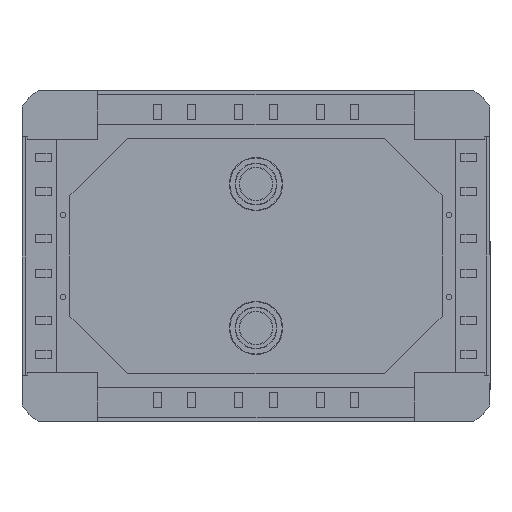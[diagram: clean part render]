
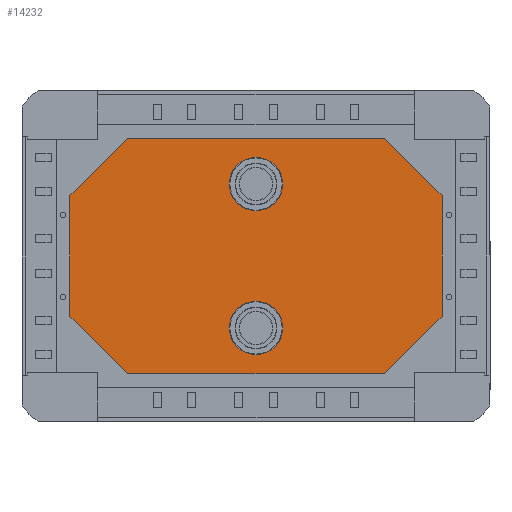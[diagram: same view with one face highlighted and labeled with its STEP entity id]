
A CAD part, front view. The second image highlights one B-rep face of the part: STEP entity #14232.
In plain terms, the highlighted planar face has unit normal (0, -1, 0).
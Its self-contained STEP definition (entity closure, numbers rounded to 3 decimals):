
#352 = VERTEX_POINT ( 'NONE', #14296 ) ;
#970 = EDGE_LOOP ( 'NONE', ( #17396, #6717 ) ) ;
#977 = LINE ( 'NONE', #1367, #19653 ) ;
#1161 = CIRCLE ( 'NONE', #13034, 16.29 ) ;
#1183 = VECTOR ( 'NONE', #2153, 1000. ) ;
#1367 = CARTESIAN_POINT ( 'NONE',  ( 114.507, 1., -36.067 ) ) ;
#1542 = DIRECTION ( 'NONE',  ( 0., -1., 0. ) ) ;
#2153 = DIRECTION ( 'NONE',  ( 1., 0., 0. ) ) ;
#2475 = CARTESIAN_POINT ( 'NONE',  ( 0., 1., 60.29 ) ) ;
#2604 = CARTESIAN_POINT ( 'NONE',  ( 77.16, 1., 72. ) ) ;
#2800 = CARTESIAN_POINT ( 'NONE',  ( -113.8, 1., -36.774 ) ) ;
#2939 = FACE_BOUND ( 'NONE', #970, .T. ) ;
#3109 = CARTESIAN_POINT ( 'NONE',  ( 78.574, 1., -72. ) ) ;
#3191 = DIRECTION ( 'NONE',  ( -1., 0., 0. ) ) ;
#3341 = CARTESIAN_POINT ( 'NONE',  ( -77.867, 1., -72.707 ) ) ;
#3364 = AXIS2_PLACEMENT_3D ( 'NONE', #9165, #11970, #6042 ) ;
#3452 = VECTOR ( 'NONE', #3191, 1000. ) ;
#3567 = ORIENTED_EDGE ( 'NONE', *, *, #18366, .F. ) ;
#3704 = DIRECTION ( 'NONE',  ( 0., -1., 0. ) ) ;
#3951 = LINE ( 'NONE', #19501, #18281 ) ;
#4036 = EDGE_CURVE ( 'NONE', #18292, #7010, #16685, .T. ) ;
#4144 = VECTOR ( 'NONE', #6438, 1000. ) ;
#4168 = EDGE_CURVE ( 'NONE', #352, #4265, #8651, .T. ) ;
#4265 = VERTEX_POINT ( 'NONE', #11861 ) ;
#4301 = EDGE_CURVE ( 'NONE', #12500, #13298, #11766, .T. ) ;
#4355 = VERTEX_POINT ( 'NONE', #15059 ) ;
#4608 = EDGE_CURVE ( 'NONE', #5128, #11613, #1161, .T. ) ;
#4671 = ORIENTED_EDGE ( 'NONE', *, *, #4608, .F. ) ;
#4955 = CARTESIAN_POINT ( 'NONE',  ( 0., 1., 0. ) ) ;
#5034 = AXIS2_PLACEMENT_3D ( 'NONE', #12053, #16641, #15153 ) ;
#5128 = VERTEX_POINT ( 'NONE', #18482 ) ;
#5166 = AXIS2_PLACEMENT_3D ( 'NONE', #11537, #17624, #11923 ) ;
#5592 = CARTESIAN_POINT ( 'NONE',  ( 77.867, 1., 72.707 ) ) ;
#5891 = AXIS2_PLACEMENT_3D ( 'NONE', #4955, #1542, #12297 ) ;
#6042 = DIRECTION ( 'NONE',  ( 0., 0., -1. ) ) ;
#6114 = LINE ( 'NONE', #8835, #7714 ) ;
#6220 = CARTESIAN_POINT ( 'NONE',  ( -77.16, 1., -72. ) ) ;
#6438 = DIRECTION ( 'NONE',  ( 0., 0., -1. ) ) ;
#6595 = ORIENTED_EDGE ( 'NONE', *, *, #9390, .F. ) ;
#6613 = VERTEX_POINT ( 'NONE', #3109 ) ;
#6717 = ORIENTED_EDGE ( 'NONE', *, *, #4301, .F. ) ;
#7010 = VERTEX_POINT ( 'NONE', #2800 ) ;
#7090 = DIRECTION ( 'NONE',  ( 0.707, 0., 0.707 ) ) ;
#7121 = LINE ( 'NONE', #5592, #11492 ) ;
#7663 = ORIENTED_EDGE ( 'NONE', *, *, #4036, .F. ) ;
#7714 = VECTOR ( 'NONE', #18134, 1000. ) ;
#7937 = LINE ( 'NONE', #14065, #4144 ) ;
#8169 = ORIENTED_EDGE ( 'NONE', *, *, #16018, .F. ) ;
#8322 = EDGE_CURVE ( 'NONE', #4265, #4355, #7121, .T. ) ;
#8651 = LINE ( 'NONE', #2604, #1183 ) ;
#8835 = CARTESIAN_POINT ( 'NONE',  ( -113.8, 1., 35.36 ) ) ;
#9034 = CARTESIAN_POINT ( 'NONE',  ( 0., 1., 27.71 ) ) ;
#9165 = CARTESIAN_POINT ( 'NONE',  ( 0., 1., 44. ) ) ;
#9193 = DIRECTION ( 'NONE',  ( -0.707, 0., 0.707 ) ) ;
#9390 = EDGE_CURVE ( 'NONE', #4355, #18885, #7937, .T. ) ;
#9565 = ORIENTED_EDGE ( 'NONE', *, *, #10974, .F. ) ;
#10231 = DIRECTION ( 'NONE',  ( -0.707, 0., -0.707 ) ) ;
#10261 = CARTESIAN_POINT ( 'NONE',  ( -113.8, 1., 36.774 ) ) ;
#10310 = ORIENTED_EDGE ( 'NONE', *, *, #12574, .F. ) ;
#10545 = EDGE_CURVE ( 'NONE', #7010, #15680, #6114, .T. ) ;
#10854 = CARTESIAN_POINT ( 'NONE',  ( -78.574, 1., -72. ) ) ;
#10955 = LINE ( 'NONE', #6220, #3452 ) ;
#10974 = EDGE_CURVE ( 'NONE', #11613, #5128, #13820, .T. ) ;
#11492 = VECTOR ( 'NONE', #15938, 1000. ) ;
#11537 = CARTESIAN_POINT ( 'NONE',  ( 0., 1., -44. ) ) ;
#11613 = VERTEX_POINT ( 'NONE', #12510 ) ;
#11766 = CIRCLE ( 'NONE', #5034, 16.29 ) ;
#11861 = CARTESIAN_POINT ( 'NONE',  ( 78.574, 1., 72. ) ) ;
#11923 = DIRECTION ( 'NONE',  ( 0., 0., -1. ) ) ;
#11970 = DIRECTION ( 'NONE',  ( 0., -1., 0. ) ) ;
#12031 = CIRCLE ( 'NONE', #3364, 16.29 ) ;
#12053 = CARTESIAN_POINT ( 'NONE',  ( 0., 1., 44. ) ) ;
#12297 = DIRECTION ( 'NONE',  ( 0., 0., -1. ) ) ;
#12364 = EDGE_LOOP ( 'NONE', ( #4671, #9565 ) ) ;
#12500 = VERTEX_POINT ( 'NONE', #2475 ) ;
#12510 = CARTESIAN_POINT ( 'NONE',  ( 0., 1., -27.71 ) ) ;
#12574 = EDGE_CURVE ( 'NONE', #18885, #6613, #977, .T. ) ;
#13034 = AXIS2_PLACEMENT_3D ( 'NONE', #14466, #3704, #16329 ) ;
#13298 = VERTEX_POINT ( 'NONE', #9034 ) ;
#13820 = CIRCLE ( 'NONE', #5166, 16.29 ) ;
#13893 = PLANE ( 'NONE',  #5891 ) ;
#14065 = CARTESIAN_POINT ( 'NONE',  ( 113.8, 1., -35.36 ) ) ;
#14232 = ADVANCED_FACE ( 'NONE', ( #18691, #2939, #16872 ), #13893, .T. ) ;
#14296 = CARTESIAN_POINT ( 'NONE',  ( -78.574, 1., 72. ) ) ;
#14466 = CARTESIAN_POINT ( 'NONE',  ( 0., 1., -44. ) ) ;
#15059 = CARTESIAN_POINT ( 'NONE',  ( 113.8, 1., 36.774 ) ) ;
#15153 = DIRECTION ( 'NONE',  ( 0., 0., -1. ) ) ;
#15473 = ORIENTED_EDGE ( 'NONE', *, *, #4168, .F. ) ;
#15680 = VERTEX_POINT ( 'NONE', #10261 ) ;
#15938 = DIRECTION ( 'NONE',  ( 0.707, 0., -0.707 ) ) ;
#16018 = EDGE_CURVE ( 'NONE', #15680, #352, #3951, .T. ) ;
#16180 = ORIENTED_EDGE ( 'NONE', *, *, #8322, .F. ) ;
#16239 = ORIENTED_EDGE ( 'NONE', *, *, #10545, .F. ) ;
#16329 = DIRECTION ( 'NONE',  ( 0., 0., -1. ) ) ;
#16400 = CARTESIAN_POINT ( 'NONE',  ( 113.8, 1., -36.774 ) ) ;
#16641 = DIRECTION ( 'NONE',  ( 0., -1., 0. ) ) ;
#16685 = LINE ( 'NONE', #3341, #19419 ) ;
#16872 = FACE_OUTER_BOUND ( 'NONE', #17970, .T. ) ;
#17396 = ORIENTED_EDGE ( 'NONE', *, *, #19128, .F. ) ;
#17624 = DIRECTION ( 'NONE',  ( 0., -1., 0. ) ) ;
#17970 = EDGE_LOOP ( 'NONE', ( #16180, #15473, #8169, #16239, #7663, #3567, #10310, #6595 ) ) ;
#18134 = DIRECTION ( 'NONE',  ( 0., 0., 1. ) ) ;
#18281 = VECTOR ( 'NONE', #7090, 1000. ) ;
#18292 = VERTEX_POINT ( 'NONE', #10854 ) ;
#18366 = EDGE_CURVE ( 'NONE', #6613, #18292, #10955, .T. ) ;
#18482 = CARTESIAN_POINT ( 'NONE',  ( 0., 1., -60.29 ) ) ;
#18691 = FACE_BOUND ( 'NONE', #12364, .T. ) ;
#18885 = VERTEX_POINT ( 'NONE', #16400 ) ;
#19128 = EDGE_CURVE ( 'NONE', #13298, #12500, #12031, .T. ) ;
#19419 = VECTOR ( 'NONE', #9193, 1000. ) ;
#19501 = CARTESIAN_POINT ( 'NONE',  ( -114.507, 1., 36.067 ) ) ;
#19653 = VECTOR ( 'NONE', #10231, 1000. ) ;
